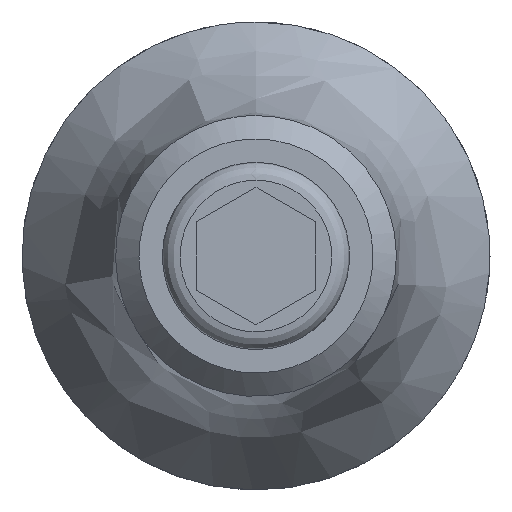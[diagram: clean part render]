
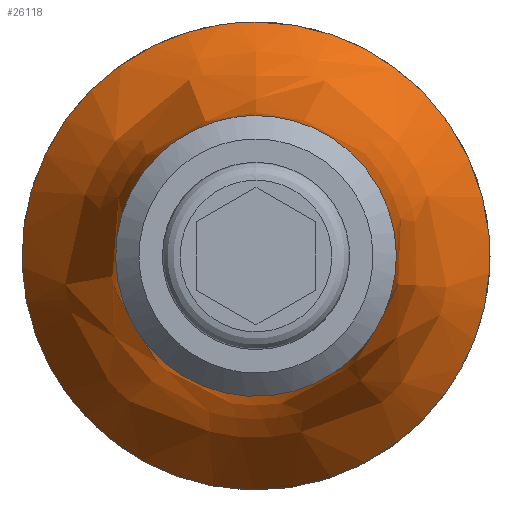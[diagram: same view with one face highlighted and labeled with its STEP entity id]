
A CAD part, front view. The second image highlights one B-rep face of the part: STEP entity #26118.
In plain terms, the highlighted free-form (B-spline) face has degree [2, 2] with [7, 3] control points.
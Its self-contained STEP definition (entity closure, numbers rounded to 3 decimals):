
#26087 = VERTEX_POINT('',#26088);
#26088 = CARTESIAN_POINT('',(0.,-5.129,
    1.81));
#26093 = EDGE_CURVE('',#26087,#26087,#26094,.T.);
#26094 = ( BOUNDED_CURVE() B_SPLINE_CURVE(2,(#26095,#26096,#26097,#26098
    ,#26099,#26100,#26101),.UNSPECIFIED.,.T.,.F.) 
B_SPLINE_CURVE_WITH_KNOTS((1,2,2,2,2,1),(-2.094,0.,
    2.094,4.189,6.283,8.378),
.UNSPECIFIED.) CURVE() GEOMETRIC_REPRESENTATION_ITEM() 
RATIONAL_B_SPLINE_CURVE((1.,0.5,1.,0.5,1.,0.5,1.)) REPRESENTATION_ITEM(
  '') );
#26095 = CARTESIAN_POINT('',(0.,-5.129,
    1.81));
#26096 = CARTESIAN_POINT('',(3.136,-5.129,
    1.81));
#26097 = CARTESIAN_POINT('',(1.568,-5.129,
    -0.905));
#26098 = CARTESIAN_POINT('',(0.,-5.129,
    -3.621));
#26099 = CARTESIAN_POINT('',(-1.568,-5.129,
    -0.905));
#26100 = CARTESIAN_POINT('',(-3.135,-5.129,
    1.811));
#26101 = CARTESIAN_POINT('',(0.,-5.129,
    1.81));
#26118 = ADVANCED_FACE('',(#26119),#26141,.F.);
#26119 = FACE_BOUND('',#26120,.F.);
#26120 = EDGE_LOOP('',(#26121,#26129,#26139,#26140));
#26121 = ORIENTED_EDGE('',*,*,#26122,.T.);
#26122 = EDGE_CURVE('',#26087,#26123,#26125,.T.);
#26123 = VERTEX_POINT('',#26124);
#26124 = CARTESIAN_POINT('',(0.,-1.81,
    3.017));
#26125 = ( BOUNDED_CURVE() B_SPLINE_CURVE(2,(#26126,#26127,#26128),
.UNSPECIFIED.,.F.,.F.) B_SPLINE_CURVE_WITH_KNOTS((3,3),(3.116,
3.865),.PIECEWISE_BEZIER_KNOTS.) CURVE() 
GEOMETRIC_REPRESENTATION_ITEM() RATIONAL_B_SPLINE_CURVE((1.,
0.931,1.)) REPRESENTATION_ITEM('') );
#26126 = CARTESIAN_POINT('',(0.,-5.129,
    1.81));
#26127 = CARTESIAN_POINT('',(0.,-3.233,
    1.762));
#26128 = CARTESIAN_POINT('',(0.,-1.81,
    3.017));
#26129 = ORIENTED_EDGE('',*,*,#26130,.T.);
#26130 = EDGE_CURVE('',#26123,#26123,#26131,.T.);
#26131 = ( BOUNDED_CURVE() B_SPLINE_CURVE(2,(#26132,#26133,#26134,#26135
    ,#26136,#26137,#26138),.UNSPECIFIED.,.T.,.F.) 
B_SPLINE_CURVE_WITH_KNOTS((1,2,2,2,2,1),(-2.094,0.,
    2.094,4.189,6.283,8.378),
.UNSPECIFIED.) CURVE() GEOMETRIC_REPRESENTATION_ITEM() 
RATIONAL_B_SPLINE_CURVE((1.,0.5,1.,0.5,1.,0.5,1.)) REPRESENTATION_ITEM(
  '') );
#26132 = CARTESIAN_POINT('',(0.,-1.81,
    3.017));
#26133 = CARTESIAN_POINT('',(5.226,-1.81,
    3.017));
#26134 = CARTESIAN_POINT('',(2.613,-1.81,
    -1.509));
#26135 = CARTESIAN_POINT('',(-0.001,-1.81,
    -6.034));
#26136 = CARTESIAN_POINT('',(-2.613,-1.81,
    -1.508));
#26137 = CARTESIAN_POINT('',(-5.226,-1.81,
    3.018));
#26138 = CARTESIAN_POINT('',(0.,-1.81,
    3.017));
#26139 = ORIENTED_EDGE('',*,*,#26122,.F.);
#26140 = ORIENTED_EDGE('',*,*,#26093,.F.);
#26141 = ( BOUNDED_SURFACE() B_SPLINE_SURFACE(2,2,(
    (#26142,#26143,#26144)
    ,(#26145,#26146,#26147)
    ,(#26148,#26149,#26150)
    ,(#26151,#26152,#26153)
    ,(#26154,#26155,#26156)
    ,(#26157,#26158,#26159)
    ,(#26160,#26161,#26162
)),.UNSPECIFIED.,.T.,.F.,.F.) B_SPLINE_SURFACE_WITH_KNOTS((1,2,2,2,2,1),
  (3,3),(-2.094,0.,2.094,4.189,6.283,
    8.378),(3.116,3.865),.UNSPECIFIED.) 
GEOMETRIC_REPRESENTATION_ITEM() RATIONAL_B_SPLINE_SURFACE((
    (1.,0.931,1.)
    ,(0.5,0.465,0.5)
    ,(1.,0.931,1.)
    ,(0.5,0.465,0.5)
    ,(1.,0.931,1.)
    ,(0.5,0.465,0.5)
,(1.,0.931,1.))) REPRESENTATION_ITEM('') SURFACE() );
#26142 = CARTESIAN_POINT('',(0.,-5.129,
    1.81));
#26143 = CARTESIAN_POINT('',(0.,-3.233,
    1.762));
#26144 = CARTESIAN_POINT('',(0.,-1.81,
    3.017));
#26145 = CARTESIAN_POINT('',(-3.135,-5.129,
    1.811));
#26146 = CARTESIAN_POINT('',(-3.051,-3.233,
    1.762));
#26147 = CARTESIAN_POINT('',(-5.226,-1.81,
    3.018));
#26148 = CARTESIAN_POINT('',(-1.568,-5.129,
    -0.905));
#26149 = CARTESIAN_POINT('',(-1.526,-3.233,
    -0.881));
#26150 = CARTESIAN_POINT('',(-2.613,-1.81,
    -1.508));
#26151 = CARTESIAN_POINT('',(0.,-5.129,
    -3.621));
#26152 = CARTESIAN_POINT('',(0.,-3.233,
    -3.523));
#26153 = CARTESIAN_POINT('',(-0.001,-1.81,
    -6.034));
#26154 = CARTESIAN_POINT('',(1.568,-5.129,
    -0.905));
#26155 = CARTESIAN_POINT('',(1.526,-3.233,
    -0.881));
#26156 = CARTESIAN_POINT('',(2.613,-1.81,
    -1.509));
#26157 = CARTESIAN_POINT('',(3.136,-5.129,1.81
    ));
#26158 = CARTESIAN_POINT('',(3.051,-3.233,
    1.761));
#26159 = CARTESIAN_POINT('',(5.226,-1.81,
    3.017));
#26160 = CARTESIAN_POINT('',(0.,-5.129,
    1.81));
#26161 = CARTESIAN_POINT('',(0.,-3.233,
    1.762));
#26162 = CARTESIAN_POINT('',(0.,-1.81,
    3.017));
